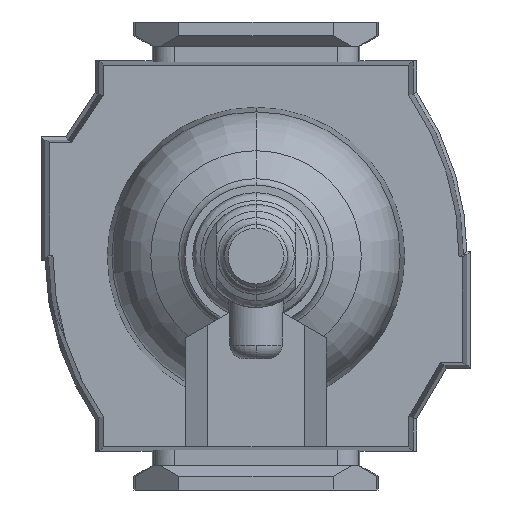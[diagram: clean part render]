
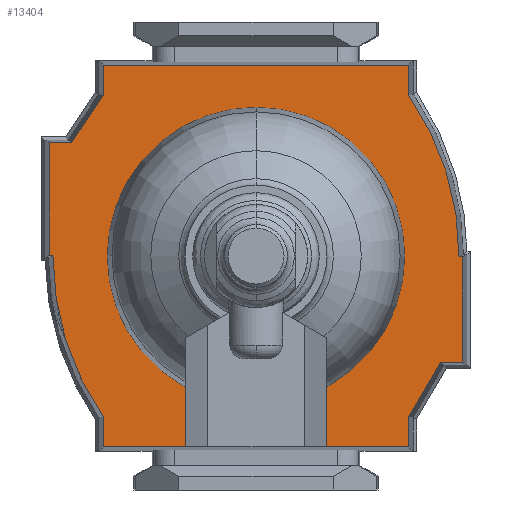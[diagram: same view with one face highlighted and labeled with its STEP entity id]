
A CAD part, front view. The second image highlights one B-rep face of the part: STEP entity #13404.
In plain terms, the highlighted planar face has unit normal (0, -1, 0).
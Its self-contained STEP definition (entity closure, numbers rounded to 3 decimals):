
#270 = VERTEX_POINT ( 'NONE', #4189 ) ;
#279 = DIRECTION ( 'NONE',  ( 0., 1., 0. ) ) ;
#457 = EDGE_CURVE ( 'NONE', #754, #7474, #4792, .T. ) ;
#611 = LINE ( 'NONE', #6897, #11475 ) ;
#620 = CARTESIAN_POINT ( 'NONE',  ( -15.502, -38.5, -26.799 ) ) ;
#699 = VECTOR ( 'NONE', #6094, 1000. ) ;
#754 = VERTEX_POINT ( 'NONE', #12828 ) ;
#768 = LINE ( 'NONE', #7335, #9947 ) ;
#959 = EDGE_CURVE ( 'NONE', #5030, #9833, #2748, .T. ) ;
#1142 = DIRECTION ( 'NONE',  ( 0., 1., 0. ) ) ;
#1712 = EDGE_CURVE ( 'NONE', #7565, #5696, #8338, .T. ) ;
#1823 = DIRECTION ( 'NONE',  ( -1., 0., 0. ) ) ;
#1926 = LINE ( 'NONE', #8354, #699 ) ;
#1979 = CARTESIAN_POINT ( 'NONE',  ( 16.5, -38.5, 26.8 ) ) ;
#2017 = DIRECTION ( 'NONE',  ( 0., 0., -1. ) ) ;
#2099 = ORIENTED_EDGE ( 'NONE', *, *, #959, .F. ) ;
#2165 = EDGE_CURVE ( 'NONE', #10164, #8190, #3908, .T. ) ;
#2285 = DIRECTION ( 'NONE',  ( 0., 1., 0. ) ) ;
#2356 = CARTESIAN_POINT ( 'NONE',  ( 0.1, -38.5, 29.5 ) ) ;
#2534 = CARTESIAN_POINT ( 'NONE',  ( 0., -38.5, 11.6 ) ) ;
#2650 = ORIENTED_EDGE ( 'NONE', *, *, #9377, .F. ) ;
#2679 = CARTESIAN_POINT ( 'NONE',  ( -15.5, -38.5, -30. ) ) ;
#2723 = VECTOR ( 'NONE', #8933, 1000. ) ;
#2748 = LINE ( 'NONE', #7182, #7355 ) ;
#2822 = ORIENTED_EDGE ( 'NONE', *, *, #8028, .F. ) ;
#3130 = LINE ( 'NONE', #6381, #5199 ) ;
#3221 = CARTESIAN_POINT ( 'NONE',  ( 23.362, -38.5, 22.2 ) ) ;
#3280 = DIRECTION ( 'NONE',  ( 1., 0., 0. ) ) ;
#3288 = ORIENTED_EDGE ( 'NONE', *, *, #2165, .F. ) ;
#3557 = CARTESIAN_POINT ( 'NONE',  ( 16.5, -38.5, 30.005 ) ) ;
#3560 = VERTEX_POINT ( 'NONE', #13944 ) ;
#3599 = ORIENTED_EDGE ( 'NONE', *, *, #4053, .F. ) ;
#3665 = VECTOR ( 'NONE', #10750, 1000. ) ;
#3806 = FACE_OUTER_BOUND ( 'NONE', #12707, .T. ) ;
#3908 = LINE ( 'NONE', #5887, #6753 ) ;
#4053 = EDGE_CURVE ( 'NONE', #5696, #10164, #9050, .T. ) ;
#4189 = CARTESIAN_POINT ( 'NONE',  ( 27.75, -38.5, -22.2 ) ) ;
#4339 = LINE ( 'NONE', #5320, #9468 ) ;
#4481 = EDGE_CURVE ( 'NONE', #13413, #4838, #8056, .T. ) ;
#4559 = VECTOR ( 'NONE', #10228, 1000. ) ;
#4564 = VECTOR ( 'NONE', #12166, 1000. ) ;
#4580 = EDGE_CURVE ( 'NONE', #9924, #5030, #768, .T. ) ;
#4669 = EDGE_CURVE ( 'NONE', #9833, #13906, #7394, .T. ) ;
#4792 = CIRCLE ( 'NONE', #6580, 41.1 ) ;
#4838 = VERTEX_POINT ( 'NONE', #13705 ) ;
#5030 = VERTEX_POINT ( 'NONE', #6443 ) ;
#5056 = DIRECTION ( 'NONE',  ( 0., -1., 0. ) ) ;
#5199 = VECTOR ( 'NONE', #12789, 1000. ) ;
#5232 = DIRECTION ( 'NONE',  ( 0., 0., -1. ) ) ;
#5320 = CARTESIAN_POINT ( 'NONE',  ( -23.381, -38.5, 22.202 ) ) ;
#5383 = DIRECTION ( 'NONE',  ( 0., 0., 1. ) ) ;
#5439 = VECTOR ( 'NONE', #11666, 1000. ) ;
#5582 = ORIENTED_EDGE ( 'NONE', *, *, #6218, .F. ) ;
#5604 = CARTESIAN_POINT ( 'NONE',  ( 0., -38.5, -11.6 ) ) ;
#5618 = LINE ( 'NONE', #6461, #3665 ) ;
#5619 = LINE ( 'NONE', #10831, #2723 ) ;
#5696 = VERTEX_POINT ( 'NONE', #10709 ) ;
#5727 = VERTEX_POINT ( 'NONE', #9721 ) ;
#5761 = VECTOR ( 'NONE', #5232, 1000. ) ;
#5887 = CARTESIAN_POINT ( 'NONE',  ( 27.75, -38.5, 22.2 ) ) ;
#6094 = DIRECTION ( 'NONE',  ( -1., 0., 0. ) ) ;
#6218 = EDGE_CURVE ( 'NONE', #13906, #12739, #4339, .T. ) ;
#6306 = EDGE_CURVE ( 'NONE', #4838, #9924, #3130, .T. ) ;
#6381 = CARTESIAN_POINT ( 'NONE',  ( -15.502, -38.5, -26.799 ) ) ;
#6443 = CARTESIAN_POINT ( 'NONE',  ( -23.35, -38.5, -22.2 ) ) ;
#6461 = CARTESIAN_POINT ( 'NONE',  ( 16.5, -38.5, 30.005 ) ) ;
#6580 = AXIS2_PLACEMENT_3D ( 'NONE', #8756, #1142, #8700 ) ;
#6596 = ORIENTED_EDGE ( 'NONE', *, *, #6306, .F. ) ;
#6753 = VECTOR ( 'NONE', #11355, 1000. ) ;
#6897 = CARTESIAN_POINT ( 'NONE',  ( -0.1, -38.5, -30. ) ) ;
#7182 = CARTESIAN_POINT ( 'NONE',  ( -27.75, -38.5, -22.2 ) ) ;
#7188 = CARTESIAN_POINT ( 'NONE',  ( -27.75, -38.5, 22.2 ) ) ;
#7190 = ORIENTED_EDGE ( 'NONE', *, *, #4580, .F. ) ;
#7200 = CIRCLE ( 'NONE', #9440, 41.1 ) ;
#7257 = CARTESIAN_POINT ( 'NONE',  ( -0.1, -38.5, -30. ) ) ;
#7335 = CARTESIAN_POINT ( 'NONE',  ( -23.35, -38.5, -22.2 ) ) ;
#7355 = VECTOR ( 'NONE', #1823, 1000. ) ;
#7394 = LINE ( 'NONE', #7188, #5439 ) ;
#7474 = VERTEX_POINT ( 'NONE', #2356 ) ;
#7565 = VERTEX_POINT ( 'NONE', #3557 ) ;
#7598 = ORIENTED_EDGE ( 'NONE', *, *, #11529, .F. ) ;
#7728 = CARTESIAN_POINT ( 'NONE',  ( -23.381, -38.5, 22.202 ) ) ;
#8028 = EDGE_CURVE ( 'NONE', #8190, #270, #5619, .T. ) ;
#8056 = LINE ( 'NONE', #2679, #4559 ) ;
#8087 = ORIENTED_EDGE ( 'NONE', *, *, #457, .F. ) ;
#8106 = EDGE_CURVE ( 'NONE', #3560, #13413, #611, .T. ) ;
#8113 = PLANE ( 'NONE',  #8189 ) ;
#8169 = CARTESIAN_POINT ( 'NONE',  ( 27.75, -38.5, 22.2 ) ) ;
#8189 = AXIS2_PLACEMENT_3D ( 'NONE', #10632, #5056, #2017 ) ;
#8190 = VERTEX_POINT ( 'NONE', #8169 ) ;
#8338 = LINE ( 'NONE', #1979, #5761 ) ;
#8354 = CARTESIAN_POINT ( 'NONE',  ( 23.383, -38.5, -22.2 ) ) ;
#8384 = EDGE_CURVE ( 'NONE', #12739, #754, #7200, .T. ) ;
#8502 = CARTESIAN_POINT ( 'NONE',  ( -27.75, -38.5, 22.2 ) ) ;
#8603 = ORIENTED_EDGE ( 'NONE', *, *, #4481, .F. ) ;
#8700 = DIRECTION ( 'NONE',  ( 0., 0., 1. ) ) ;
#8756 = CARTESIAN_POINT ( 'NONE',  ( 0., -38.5, -11.6 ) ) ;
#8933 = DIRECTION ( 'NONE',  ( 0., 0., -1. ) ) ;
#9050 = LINE ( 'NONE', #12289, #9895 ) ;
#9149 = DIRECTION ( 'NONE',  ( 0., 0., -1. ) ) ;
#9250 = DIRECTION ( 'NONE',  ( 0.831, 0., -0.557 ) ) ;
#9377 = EDGE_CURVE ( 'NONE', #270, #5727, #1926, .T. ) ;
#9440 = AXIS2_PLACEMENT_3D ( 'NONE', #5604, #2285, #5383 ) ;
#9451 = ORIENTED_EDGE ( 'NONE', *, *, #8106, .F. ) ;
#9468 = VECTOR ( 'NONE', #3280, 1000. ) ;
#9508 = CARTESIAN_POINT ( 'NONE',  ( -27.75, -38.5, -22.2 ) ) ;
#9575 = ORIENTED_EDGE ( 'NONE', *, *, #4669, .F. ) ;
#9721 = CARTESIAN_POINT ( 'NONE',  ( 23.383, -38.5, -22.2 ) ) ;
#9728 = VERTEX_POINT ( 'NONE', #13765 ) ;
#9833 = VERTEX_POINT ( 'NONE', #9508 ) ;
#9859 = DIRECTION ( 'NONE',  ( 0., 0., 1. ) ) ;
#9895 = VECTOR ( 'NONE', #9250, 1000. ) ;
#9924 = VERTEX_POINT ( 'NONE', #620 ) ;
#9947 = VECTOR ( 'NONE', #13767, 1000. ) ;
#10075 = ORIENTED_EDGE ( 'NONE', *, *, #1712, .F. ) ;
#10164 = VERTEX_POINT ( 'NONE', #3221 ) ;
#10171 = EDGE_CURVE ( 'NONE', #9728, #7565, #5618, .T. ) ;
#10223 = EDGE_CURVE ( 'NONE', #7474, #9728, #11370, .T. ) ;
#10228 = DIRECTION ( 'NONE',  ( -1., 0., 0. ) ) ;
#10632 = CARTESIAN_POINT ( 'NONE',  ( -28.86, -38.5, 31.2 ) ) ;
#10709 = CARTESIAN_POINT ( 'NONE',  ( 16.5, -38.5, 26.8 ) ) ;
#10750 = DIRECTION ( 'NONE',  ( 1., 0., 0. ) ) ;
#10831 = CARTESIAN_POINT ( 'NONE',  ( 27.75, -38.5, -22.2 ) ) ;
#10892 = AXIS2_PLACEMENT_3D ( 'NONE', #2534, #279, #9859 ) ;
#11046 = ORIENTED_EDGE ( 'NONE', *, *, #10171, .F. ) ;
#11314 = CARTESIAN_POINT ( 'NONE',  ( 0.1, -38.5, 30. ) ) ;
#11355 = DIRECTION ( 'NONE',  ( 1., 0., 0. ) ) ;
#11370 = LINE ( 'NONE', #11314, #4564 ) ;
#11475 = VECTOR ( 'NONE', #9149, 1000. ) ;
#11529 = EDGE_CURVE ( 'NONE', #5727, #3560, #12241, .T. ) ;
#11652 = ORIENTED_EDGE ( 'NONE', *, *, #10223, .F. ) ;
#11666 = DIRECTION ( 'NONE',  ( 0., 0., 1. ) ) ;
#12166 = DIRECTION ( 'NONE',  ( 0., 0., 1. ) ) ;
#12241 = CIRCLE ( 'NONE', #10892, 41.1 ) ;
#12289 = CARTESIAN_POINT ( 'NONE',  ( 23.362, -38.5, 22.2 ) ) ;
#12707 = EDGE_LOOP ( 'NONE', ( #2099, #7190, #6596, #8603, #9451, #7598, #2650, #2822, #3288, #3599, #10075, #11046, #11652, #8087, #13251, #5582, #9575 ) ) ;
#12739 = VERTEX_POINT ( 'NONE', #7728 ) ;
#12789 = DIRECTION ( 'NONE',  ( 0., 0., 1. ) ) ;
#12828 = CARTESIAN_POINT ( 'NONE',  ( 0., -38.5, 29.5 ) ) ;
#13251 = ORIENTED_EDGE ( 'NONE', *, *, #8384, .F. ) ;
#13404 = ADVANCED_FACE ( 'NONE', ( #3806 ), #8113, .T. ) ;
#13413 = VERTEX_POINT ( 'NONE', #7257 ) ;
#13705 = CARTESIAN_POINT ( 'NONE',  ( -15.5, -38.5, -30. ) ) ;
#13765 = CARTESIAN_POINT ( 'NONE',  ( 0.1, -38.5, 30. ) ) ;
#13767 = DIRECTION ( 'NONE',  ( -0.863, 0., 0.506 ) ) ;
#13906 = VERTEX_POINT ( 'NONE', #8502 ) ;
#13944 = CARTESIAN_POINT ( 'NONE',  ( -0.1, -38.5, -29.5 ) ) ;
